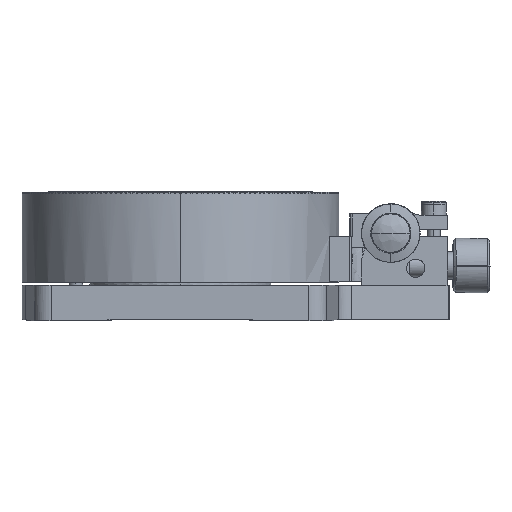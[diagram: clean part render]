
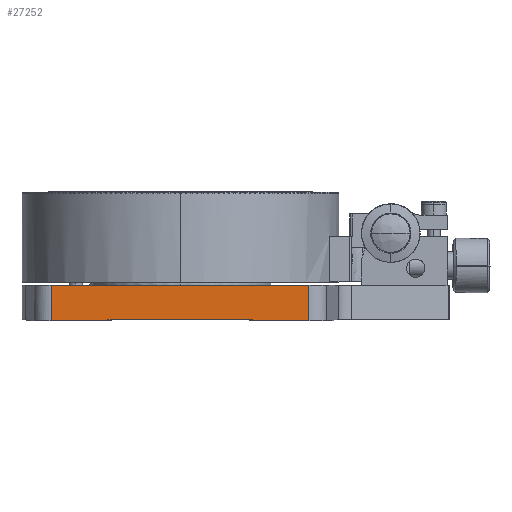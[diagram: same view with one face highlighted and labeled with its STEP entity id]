
A CAD part, left-side view. The second image highlights one B-rep face of the part: STEP entity #27252.
In plain terms, the highlighted free-form (B-spline) face has degree [1, 1] with [2, 2] control points.
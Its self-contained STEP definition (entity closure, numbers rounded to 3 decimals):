
#27252=ADVANCED_FACE('',(#29582),#129674,.T.);
#29582=FACE_OUTER_BOUND('',#31959,.T.);
#31959=EDGE_LOOP('',(#35809,#35810,#35811,#35812,#35813,#35814,#35815,#35816));
#35809=ORIENTED_EDGE('',*,*,#85663,.T.);
#35810=ORIENTED_EDGE('',*,*,#85664,.T.);
#35811=ORIENTED_EDGE('',*,*,#85665,.T.);
#35812=ORIENTED_EDGE('',*,*,#85666,.T.);
#35813=ORIENTED_EDGE('',*,*,#85667,.T.);
#35814=ORIENTED_EDGE('',*,*,#85668,.T.);
#35815=ORIENTED_EDGE('',*,*,#85669,.T.);
#35816=ORIENTED_EDGE('',*,*,#85670,.T.);
#48483=PCURVE('',#129674,#61157);
#48484=PCURVE('',#129674,#61158);
#48485=PCURVE('',#129674,#61159);
#48486=PCURVE('',#129674,#61160);
#48487=PCURVE('',#129674,#61161);
#48488=PCURVE('',#129674,#61162);
#48489=PCURVE('',#129674,#61163);
#48490=PCURVE('',#129674,#61164);
#61157=DEFINITIONAL_REPRESENTATION('',(#98479),#230981);
#61158=DEFINITIONAL_REPRESENTATION('',(#98481),#230981);
#61159=DEFINITIONAL_REPRESENTATION('',(#98483),#230981);
#61160=DEFINITIONAL_REPRESENTATION('',(#98485),#230981);
#61161=DEFINITIONAL_REPRESENTATION('',(#98487),#230981);
#61162=DEFINITIONAL_REPRESENTATION('',(#98489),#230981);
#61163=DEFINITIONAL_REPRESENTATION('',(#98491),#230981);
#61164=DEFINITIONAL_REPRESENTATION('',(#98493),#230981);
#73563=SURFACE_CURVE('',#98478,(#48483),.PCURVE_S1.);
#73564=SURFACE_CURVE('',#98480,(#48484),.PCURVE_S1.);
#73565=SURFACE_CURVE('',#98482,(#48485),.PCURVE_S1.);
#73566=SURFACE_CURVE('',#98484,(#48486),.PCURVE_S1.);
#73567=SURFACE_CURVE('',#98486,(#48487),.PCURVE_S1.);
#73568=SURFACE_CURVE('',#98488,(#48488),.PCURVE_S1.);
#73569=SURFACE_CURVE('',#98490,(#48489),.PCURVE_S1.);
#73570=SURFACE_CURVE('',#98492,(#48490),.PCURVE_S1.);
#85663=EDGE_CURVE('',#119108,#119109,#73563,.T.);
#85664=EDGE_CURVE('',#119109,#119110,#73564,.T.);
#85665=EDGE_CURVE('',#119110,#119111,#73565,.T.);
#85666=EDGE_CURVE('',#119111,#119112,#73566,.T.);
#85667=EDGE_CURVE('',#119112,#119113,#73567,.T.);
#85668=EDGE_CURVE('',#119113,#119114,#73568,.T.);
#85669=EDGE_CURVE('',#119114,#119115,#73569,.T.);
#85670=EDGE_CURVE('',#119115,#119108,#73570,.T.);
#98478=B_SPLINE_CURVE_WITH_KNOTS('',1,(#149031,#149032),.UNSPECIFIED.,.F.,
 .F.,(2,2),(-7.9,0.),.UNSPECIFIED.);
#98479=B_SPLINE_CURVE_WITH_KNOTS('',1,(#149033,#149034),.UNSPECIFIED.,.F.,
 .F.,(2,2),(-7.9,0.),.UNSPECIFIED.);
#98480=B_SPLINE_CURVE_WITH_KNOTS('',1,(#149035,#149036),.UNSPECIFIED.,.F.,
 .F.,(2,2),(-56.811,0.),.UNSPECIFIED.);
#98481=B_SPLINE_CURVE_WITH_KNOTS('',1,(#149037,#149038),.UNSPECIFIED.,.F.,
 .F.,(2,2),(-56.811,0.),.UNSPECIFIED.);
#98482=B_SPLINE_CURVE_WITH_KNOTS('',1,(#149039,#149040),.UNSPECIFIED.,.F.,
 .F.,(2,2),(0.,7.9),.UNSPECIFIED.);
#98483=B_SPLINE_CURVE_WITH_KNOTS('',1,(#149041,#149042),.UNSPECIFIED.,.F.,
 .F.,(2,2),(0.,7.9),.UNSPECIFIED.);
#98484=B_SPLINE_CURVE_WITH_KNOTS('',1,(#149043,#149044),.UNSPECIFIED.,.F.,
 .F.,(2,2),(-12.405,0.),.UNSPECIFIED.);
#98485=B_SPLINE_CURVE_WITH_KNOTS('',1,(#149045,#149046),.UNSPECIFIED.,.F.,
 .F.,(2,2),(-12.405,0.),.UNSPECIFIED.);
#98486=B_SPLINE_CURVE_WITH_KNOTS('',1,(#149047,#149048),.UNSPECIFIED.,.F.,
 .F.,(2,2),(-0.3,0.),.UNSPECIFIED.);
#98487=B_SPLINE_CURVE_WITH_KNOTS('',1,(#149049,#149050),.UNSPECIFIED.,.F.,
 .F.,(2,2),(-0.3,0.),.UNSPECIFIED.);
#98488=B_SPLINE_CURVE_WITH_KNOTS('',1,(#149051,#149052),.UNSPECIFIED.,.F.,
 .F.,(2,2),(0.,32.),.UNSPECIFIED.);
#98489=B_SPLINE_CURVE_WITH_KNOTS('',1,(#149053,#149054),.UNSPECIFIED.,.F.,
 .F.,(2,2),(0.,32.),.UNSPECIFIED.);
#98490=B_SPLINE_CURVE_WITH_KNOTS('',1,(#149055,#149056),.UNSPECIFIED.,.F.,
 .F.,(2,2),(0.,0.3),.UNSPECIFIED.);
#98491=B_SPLINE_CURVE_WITH_KNOTS('',1,(#149057,#149058),.UNSPECIFIED.,.F.,
 .F.,(2,2),(0.,0.3),.UNSPECIFIED.);
#98492=B_SPLINE_CURVE_WITH_KNOTS('',1,(#149059,#149060),.UNSPECIFIED.,.F.,
 .F.,(2,2),(-12.405,0.),.UNSPECIFIED.);
#98493=B_SPLINE_CURVE_WITH_KNOTS('',1,(#149061,#149062),.UNSPECIFIED.,.F.,
 .F.,(2,2),(-12.405,0.),.UNSPECIFIED.);
#119108=VERTEX_POINT('',#149023);
#119109=VERTEX_POINT('',#149024);
#119110=VERTEX_POINT('',#149025);
#119111=VERTEX_POINT('',#149026);
#119112=VERTEX_POINT('',#149027);
#119113=VERTEX_POINT('',#149028);
#119114=VERTEX_POINT('',#149029);
#119115=VERTEX_POINT('',#149030);
#129674=B_SPLINE_SURFACE_WITH_KNOTS('',1,1,((#149019,#149020),(#149021,
#149022)),.UNSPECIFIED.,.F.,.F.,.F.,(2,2),(2,2),(-8.726,0.826),
(-69.122,-0.878),.UNSPECIFIED.);
#149019=CARTESIAN_POINT('',(0.,-69.122,17.269));
#149020=CARTESIAN_POINT('',(0.,-0.878,17.269));
#149021=CARTESIAN_POINT('',(0.,-69.122,26.821));
#149022=CARTESIAN_POINT('',(0.,-0.878,26.821));
#149023=CARTESIAN_POINT('',(0.,-63.405,18.095));
#149024=CARTESIAN_POINT('',(0.,-63.405,25.995));
#149025=CARTESIAN_POINT('',(0.,-6.595,25.995));
#149026=CARTESIAN_POINT('',(0.,-6.595,18.095));
#149027=CARTESIAN_POINT('',(0.,-19.,18.095));
#149028=CARTESIAN_POINT('',(0.,-19.,18.395));
#149029=CARTESIAN_POINT('',(0.,-51.,18.395));
#149030=CARTESIAN_POINT('',(0.,-51.,18.095));
#149031=CARTESIAN_POINT('',(0.,-63.405,18.095));
#149032=CARTESIAN_POINT('',(0.,-63.405,25.995));
#149033=CARTESIAN_POINT('',(-7.9,-63.405));
#149034=CARTESIAN_POINT('',(0.,-63.405));
#149035=CARTESIAN_POINT('',(0.,-63.405,25.995));
#149036=CARTESIAN_POINT('',(0.,-6.595,25.995));
#149037=CARTESIAN_POINT('',(0.,-63.405));
#149038=CARTESIAN_POINT('',(0.,-6.595));
#149039=CARTESIAN_POINT('',(0.,-6.595,25.995));
#149040=CARTESIAN_POINT('',(0.,-6.595,18.095));
#149041=CARTESIAN_POINT('',(0.,-6.595));
#149042=CARTESIAN_POINT('',(-7.9,-6.595));
#149043=CARTESIAN_POINT('',(0.,-6.595,18.095));
#149044=CARTESIAN_POINT('',(0.,-19.,18.095));
#149045=CARTESIAN_POINT('',(-7.9,-6.595));
#149046=CARTESIAN_POINT('',(-7.9,-19.));
#149047=CARTESIAN_POINT('',(0.,-19.,18.095));
#149048=CARTESIAN_POINT('',(0.,-19.,18.395));
#149049=CARTESIAN_POINT('',(-7.9,-19.));
#149050=CARTESIAN_POINT('',(-7.6,-19.));
#149051=CARTESIAN_POINT('',(0.,-19.,18.395));
#149052=CARTESIAN_POINT('',(0.,-51.,18.395));
#149053=CARTESIAN_POINT('',(-7.6,-19.));
#149054=CARTESIAN_POINT('',(-7.6,-51.));
#149055=CARTESIAN_POINT('',(0.,-51.,18.395));
#149056=CARTESIAN_POINT('',(0.,-51.,18.095));
#149057=CARTESIAN_POINT('',(-7.6,-51.));
#149058=CARTESIAN_POINT('',(-7.9,-51.));
#149059=CARTESIAN_POINT('',(0.,-51.,18.095));
#149060=CARTESIAN_POINT('',(0.,-63.405,18.095));
#149061=CARTESIAN_POINT('',(-7.9,-51.));
#149062=CARTESIAN_POINT('',(-7.9,-63.405));
#230981=(
GEOMETRIC_REPRESENTATION_CONTEXT(2)
PARAMETRIC_REPRESENTATION_CONTEXT()
REPRESENTATION_CONTEXT('pspace','')
);
